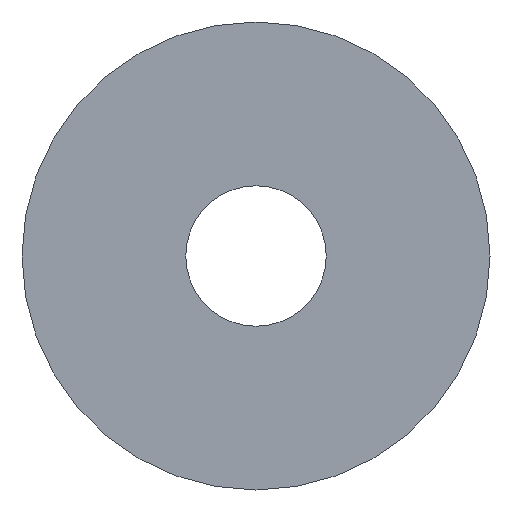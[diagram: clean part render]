
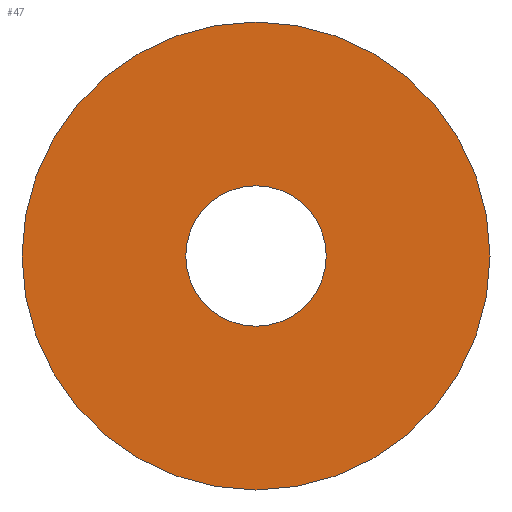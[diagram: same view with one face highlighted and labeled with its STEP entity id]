
A CAD part, left-side view. The second image highlights one B-rep face of the part: STEP entity #47.
In plain terms, the highlighted planar face has unit normal (-1, 0, 0).
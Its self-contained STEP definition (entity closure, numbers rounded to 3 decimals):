
#7 = CARTESIAN_POINT ( 'NONE',  ( 0., 0., 0. ) ) ;
#8 = CARTESIAN_POINT ( 'NONE',  ( 0., 20., 0. ) ) ;
#19 = CIRCLE ( 'NONE', #44, 6. ) ;
#29 = AXIS2_PLACEMENT_3D ( 'NONE', #8, #105, #240 ) ;
#33 = CARTESIAN_POINT ( 'NONE',  ( 0., 0., 0. ) ) ;
#34 = DIRECTION ( 'NONE',  ( 0., 0., 1. ) ) ;
#36 = CARTESIAN_POINT ( 'NONE',  ( 0., 0., -6. ) ) ;
#44 = AXIS2_PLACEMENT_3D ( 'NONE', #7, #161, #123 ) ;
#47 = ADVANCED_FACE ( 'NONE', ( #215, #181 ), #84, .F. ) ;
#56 = CARTESIAN_POINT ( 'NONE',  ( 0., 0., 20. ) ) ;
#59 = CIRCLE ( 'NONE', #90, 20. ) ;
#65 = EDGE_CURVE ( 'NONE', #111, #111, #59, .T. ) ;
#66 = ORIENTED_EDGE ( 'NONE', *, *, #109, .T. ) ;
#84 = PLANE ( 'NONE',  #29 ) ;
#88 = DIRECTION ( 'NONE',  ( -1., 0., 0. ) ) ;
#90 = AXIS2_PLACEMENT_3D ( 'NONE', #33, #88, #34 ) ;
#105 = DIRECTION ( 'NONE',  ( 1., 0., 0. ) ) ;
#109 = EDGE_CURVE ( 'NONE', #147, #147, #19, .T. ) ;
#111 = VERTEX_POINT ( 'NONE', #56 ) ;
#121 = EDGE_LOOP ( 'NONE', ( #66 ) ) ;
#123 = DIRECTION ( 'NONE',  ( 0., 0., -1. ) ) ;
#147 = VERTEX_POINT ( 'NONE', #36 ) ;
#161 = DIRECTION ( 'NONE',  ( 1., 0., 0. ) ) ;
#181 = FACE_OUTER_BOUND ( 'NONE', #213, .T. ) ;
#197 = ORIENTED_EDGE ( 'NONE', *, *, #65, .T. ) ;
#213 = EDGE_LOOP ( 'NONE', ( #197 ) ) ;
#215 = FACE_BOUND ( 'NONE', #121, .T. ) ;
#240 = DIRECTION ( 'NONE',  ( 0., 0., -1. ) ) ;
